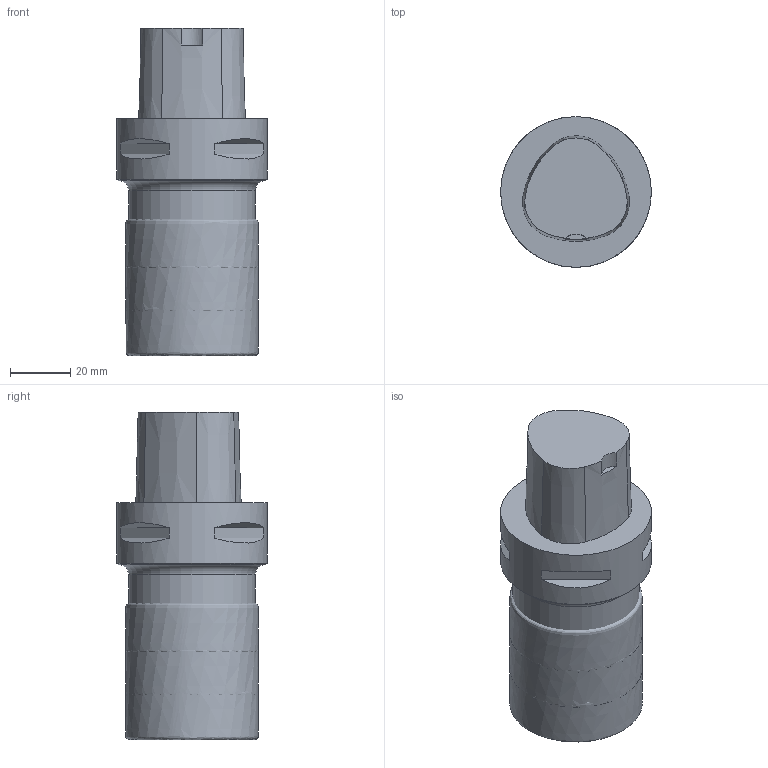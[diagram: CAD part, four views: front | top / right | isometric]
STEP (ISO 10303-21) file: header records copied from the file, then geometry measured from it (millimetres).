
FILE_DESCRIPTION(/* description */ (''),/* implementation_level */ '2;1');
FILE_NAME(/* name */ '1588738401306.stp',/* time_stamp */ '2020-05-06T09:43:45+05:00',/* author */ (''),/* organization */ ('SMS'),/* preprocessor_version */ 'ST-DEVELOPER v16.7',/* originating_system */ 'SIEMENS PLM Software NX 12.0',/* authorisation */ '');
FILE_SCHEMA (('AUTOMOTIVE_DESIGN { 1 0 10303 214 3 1 1 1 }'));
Length unit declared in the file: millimetre
Products named in the file (4): ASSEMBLY_CONSTRUCTION; 202613864mod000_01; 202967661mod000_00; 202967660mod000_00
Assembly tree (5 placements, depth 2):
  202967660mod000_00
    202967661mod000_00
    202613864mod000_01  x3
    ASSEMBLY_CONSTRUCTION
Bounding box: 50 x 50 x 108.6 mm (x, y, z)
Volume: 201851.8 mm3; surface area: 34532.9 mm2
Topology: 4 solids, 4 shells, 44 faces, 97 edges, 79 vertices
Faces by surface type: plane 18, cone 16, torus 4, cylinder 3, bspline 3
Full cylindrical faces by diameter (mm): 42.041 x1, 50 x1
Entity records: 16601 total; most frequent: CARTESIAN_POINT 15472, DIRECTION 226, ORIENTED_EDGE 134, AXIS2_PLACEMENT_3D 102, EDGE_CURVE 67, EDGE_LOOP 64, VERTEX_POINT 54, FACE_BOUND 45
